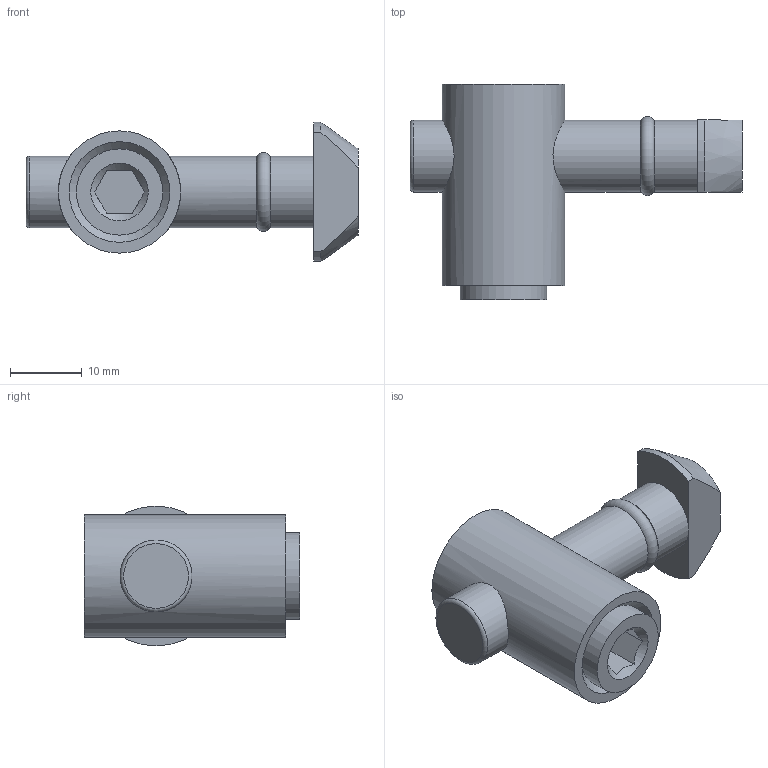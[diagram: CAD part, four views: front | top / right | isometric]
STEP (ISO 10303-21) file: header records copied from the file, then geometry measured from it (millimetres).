
FILE_DESCRIPTION((''),'2;1');
FILE_NAME('AR3077 łącznik szybkomocujący 90.stp','2016-04-22T09:50:31',('Konstruktor II'),(''),'Autodesk Inventor 2013','Autodesk Inventor 2013','');
FILE_SCHEMA(('AUTOMOTIVE_DESIGN { 1 0 10303 214 1 1 1 1 }'));
Length unit declared in the file: millimetre
Products named in the file (4): AR3077 łącznik szybkomocujący 90; AR3077 łącznik szybkomocujący 90 I; AR3077 łącznik szybkomocujący 90 II; AR3077 łącznik szybkomocujący 90 III
Assembly tree (3 placements, depth 2):
  AR3077 łącznik szybkomocujący 90
    AR3077 łącznik szybkomocujący 90 I
    AR3077 łącznik szybkomocujący 90 II
    AR3077 łącznik szybkomocujący 90 III
Bounding box: 46.15 x 30 x 19.34 mm (x, y, z)
Volume: 7868.6 mm3; surface area: 5408.3 mm2
Topology: 3 solids, 3 shells, 37 faces, 84 edges, 55 vertices
Faces by surface type: plane 20, cylinder 9, cone 5, torus 2, bspline 1
Full cylindrical faces by diameter (mm): 10 x4, 12 x2, 17 x1
Entity records: 1284 total; most frequent: CARTESIAN_POINT 446, DIRECTION 157, ORIENTED_EDGE 126, AXIS2_PLACEMENT_3D 67, EDGE_CURVE 63, EDGE_LOOP 59, VERTEX_POINT 48, FACE_OUTER_BOUND 37
